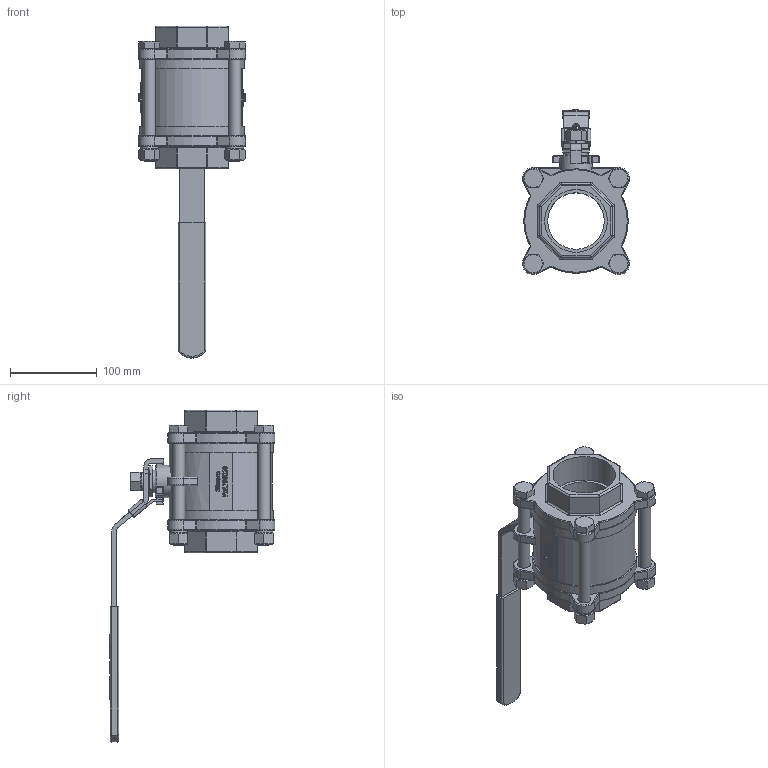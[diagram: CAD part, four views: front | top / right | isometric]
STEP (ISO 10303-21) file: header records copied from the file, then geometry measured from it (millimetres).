
FILE_DESCRIPTION(/* description */ ('790010'),/* implementation_level */ '2;1');
FILE_NAME(/* name */ '790010.stp',/* time_stamp */ '2015-10-05T16:41:23+02:00',/* author */ ('jmorand'),/* organization */ ('Sferaco'),/* preprocessor_version */ 'ST-DEVELOPER v16.1',/* originating_system */ 'Autodesk Inventor 2016',/* authorisation */ '');
FILE_SCHEMA (('AUTOMOTIVE_DESIGN { 1 0 10303 214 3 1 1 }'));
Length unit declared in the file: millimetre
Products named in the file (1): 790010_bd
Bounding box: 123.28 x 190.64 x 382.23 mm (x, y, z)
Volume: 1215412.7 mm3; surface area: 191039 mm2
Topology: 1 solids, 2 shells, 1481 faces, 3804 edges, 2404 vertices
Faces by surface type: plane 618, bspline 452, cylinder 256, torus 97, cone 42, sphere 16
Full cylindrical faces by diameter (mm): 7.6 x1, 14 x8, 15 x10, 19.37 x4, 20 x1, 26 x1, 37 x1, 65 x1, 72.226 x2, 120 x2
Entity records: 49979 total; most frequent: CARTESIAN_POINT 15787, ORIENTED_EDGE 7432, DIRECTION 5518, EDGE_CURVE 3716, VERTEX_POINT 2380, LINE 1966, VECTOR 1966, AXIS2_PLACEMENT_3D 1776
